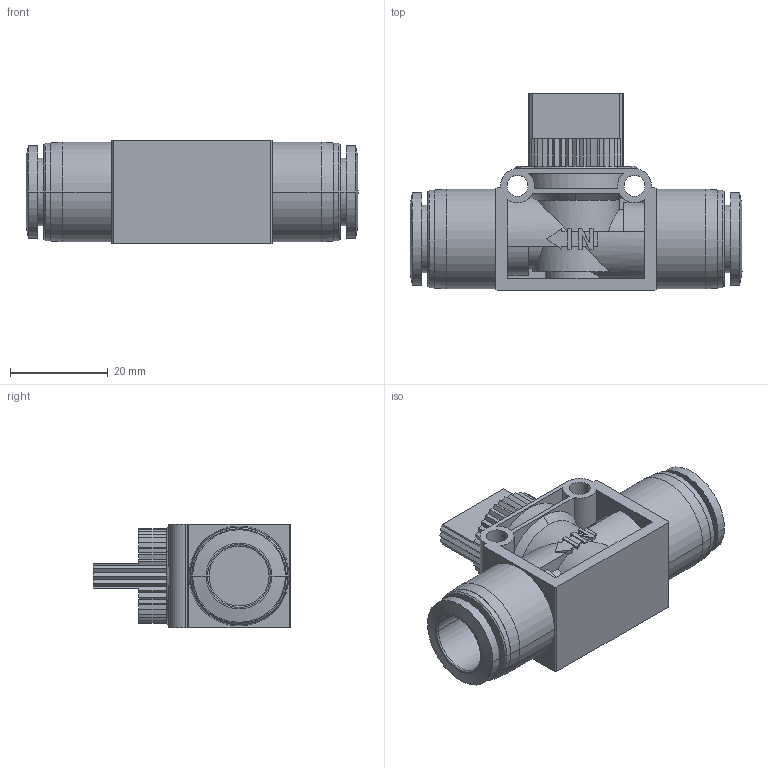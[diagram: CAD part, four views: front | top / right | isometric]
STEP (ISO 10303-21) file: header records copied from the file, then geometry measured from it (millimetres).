
FILE_DESCRIPTION (( 'STEP AP214' ), '1' );
FILE_NAME ('HVU12M.step', '2016-02-24T20:38:36', ( '' ), ( '' ), 'SwSTEP 2.0', 'SolidWorks 2015', '' );
FILE_SCHEMA (( 'AUTOMOTIVE_DESIGN' ));
Length unit declared in the file: inch
Products named in the file (1): HVU12M
Bounding box: 68.1 x 40.5 x 21.2 mm (x, y, z)
Volume: 20935.6 mm3; surface area: 11732.5 mm2
Topology: 1 solids, 1 shells, 297 faces, 821 edges, 542 vertices
Faces by surface type: plane 214, cylinder 60, cone 19, torus 4
Entity records: 13569 total; most frequent: CARTESIAN_POINT 2011, ORIENTED_EDGE 1642, DIRECTION 1538, EDGE_CURVE 821, LINE 604, VECTOR 604, VERTEX_POINT 542, AXIS2_PLACEMENT_3D 467
